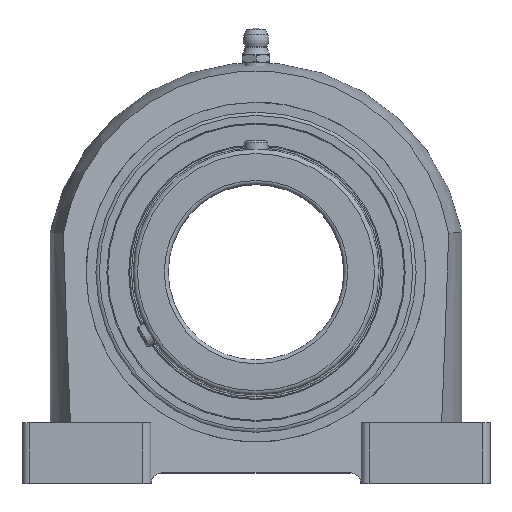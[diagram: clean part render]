
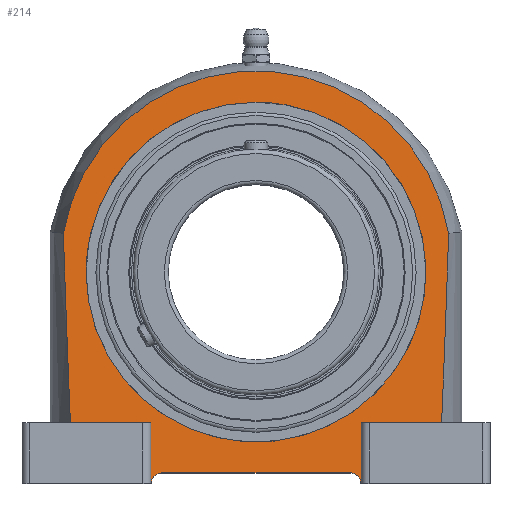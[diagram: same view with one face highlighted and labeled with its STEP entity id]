
A CAD part, top view. The second image highlights one B-rep face of the part: STEP entity #214.
In plain terms, the highlighted planar face has unit normal (0, 0.087, 0.996).
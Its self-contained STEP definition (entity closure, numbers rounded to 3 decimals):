
#214 = ADVANCED_FACE( '', ( #349, #350 ), #351, .T. );
#349 = FACE_BOUND( '', #656, .T. );
#350 = FACE_OUTER_BOUND( '', #657, .T. );
#351 = PLANE( '', #658 );
#656 = EDGE_LOOP( '', ( #1005 ) );
#657 = EDGE_LOOP( '', ( #1006, #1007, #1008, #1009, #1010, #1011, #1012, #1013, #1014, #1015, #1016, #1017 ) );
#658 = AXIS2_PLACEMENT_3D( '', #1018, #1019, #1020 );
#1005 = ORIENTED_EDGE( '', *, *, #1756, .T. );
#1006 = ORIENTED_EDGE( '', *, *, #1777, .F. );
#1007 = ORIENTED_EDGE( '', *, *, #1778, .T. );
#1008 = ORIENTED_EDGE( '', *, *, #1779, .F. );
#1009 = ORIENTED_EDGE( '', *, *, #1758, .T. );
#1010 = ORIENTED_EDGE( '', *, *, #1762, .T. );
#1011 = ORIENTED_EDGE( '', *, *, #1765, .T. );
#1012 = ORIENTED_EDGE( '', *, *, #1780, .F. );
#1013 = ORIENTED_EDGE( '', *, *, #1781, .T. );
#1014 = ORIENTED_EDGE( '', *, *, #1782, .F. );
#1015 = ORIENTED_EDGE( '', *, *, #1783, .T. );
#1016 = ORIENTED_EDGE( '', *, *, #1784, .F. );
#1017 = ORIENTED_EDGE( '', *, *, #1785, .T. );
#1018 = CARTESIAN_POINT( '', ( 60., 0., 24.449 ) );
#1019 = DIRECTION( '', ( 0., 0.087, 0.996 ) );
#1020 = DIRECTION( '', ( 0., -0.996, 0.087 ) );
#1756 = EDGE_CURVE( '', #1993, #1993, #1994, .F. );
#1758 = EDGE_CURVE( '', #1998, #1995, #1999, .F. );
#1762 = EDGE_CURVE( '', #1995, #2003, #2006, .T. );
#1765 = EDGE_CURVE( '', #2003, #2008, #2011, .F. );
#1777 = EDGE_CURVE( '', #2032, #2033, #2034, .T. );
#1778 = EDGE_CURVE( '', #2032, #2035, #2036, .T. );
#1779 = EDGE_CURVE( '', #1998, #2035, #2037, .T. );
#1780 = EDGE_CURVE( '', #2038, #2008, #2039, .T. );
#1781 = EDGE_CURVE( '', #2038, #2040, #2041, .T. );
#1782 = EDGE_CURVE( '', #2042, #2040, #2043, .T. );
#1783 = EDGE_CURVE( '', #2042, #2044, #2045, .T. );
#1784 = EDGE_CURVE( '', #2046, #2044, #2047, .F. );
#1785 = EDGE_CURVE( '', #2046, #2033, #2048, .T. );
#1993 = VERTEX_POINT( '', #2501 );
#1994 = ELLIPSE( '', #2502, 43.742, 43.576 );
#1995 = VERTEX_POINT( '', #2503 );
#1998 = VERTEX_POINT( '', #2507 );
#1999 = ELLIPSE( '', #2508, 2.72, 2.71 );
#2003 = VERTEX_POINT( '', #2513 );
#2006 = LINE( '', #2517, #2518 );
#2008 = VERTEX_POINT( '', #2521 );
#2011 = ELLIPSE( '', #2525, 2.72, 2.71 );
#2032 = VERTEX_POINT( '', #2552 );
#2033 = VERTEX_POINT( '', #2553 );
#2034 = LINE( '', #2554, #2555 );
#2035 = VERTEX_POINT( '', #2556 );
#2036 = LINE( '', #2557, #2558 );
#2037 = LINE( '', #2559, #2560 );
#2038 = VERTEX_POINT( '', #2561 );
#2039 = LINE( '', #2562, #2563 );
#2040 = VERTEX_POINT( '', #2564 );
#2041 = LINE( '', #2565, #2566 );
#2042 = VERTEX_POINT( '', #2567 );
#2043 = LINE( '', #2568, #2569 );
#2044 = VERTEX_POINT( '', #2570 );
#2045 = ELLIPSE( '', #2571, 617.286, 53.8 );
#2046 = VERTEX_POINT( '', #2572 );
#2047 = CIRCLE( '', #2573, 50.09 );
#2048 = ELLIPSE( '', #2574, 617.286, 53.8 );
#2501 = CARTESIAN_POINT( '', ( 0., 97.776, 15.894 ) );
#2502 = AXIS2_PLACEMENT_3D( '', #3383, #3384, #3385 );
#2503 = CARTESIAN_POINT( '', ( -24.17, 2.71, 24.212 ) );
#2507 = CARTESIAN_POINT( '', ( -26.88, 0., 24.449 ) );
#2508 = AXIS2_PLACEMENT_3D( '', #3387, #3388, #3389 );
#2513 = CARTESIAN_POINT( '', ( 24.17, 2.71, 24.212 ) );
#2517 = CARTESIAN_POINT( '', ( 60., 2.71, 24.212 ) );
#2518 = VECTOR( '', #3395, 1000. );
#2521 = CARTESIAN_POINT( '', ( 26.88, 0., 24.449 ) );
#2525 = AXIS2_PLACEMENT_3D( '', #3398, #3399, #3400 );
#2552 = CARTESIAN_POINT( '', ( -27., 15.61, 23.083 ) );
#2553 = CARTESIAN_POINT( '', ( -47.596, 15.61, 23.083 ) );
#2554 = CARTESIAN_POINT( '', ( 60., 15.61, 23.083 ) );
#2555 = VECTOR( '', #3422, 1000. );
#2556 = CARTESIAN_POINT( '', ( -27., 0., 24.449 ) );
#2557 = CARTESIAN_POINT( '', ( -27., 0., 24.449 ) );
#2558 = VECTOR( '', #3423, 1000. );
#2559 = CARTESIAN_POINT( '', ( 60., 0., 24.449 ) );
#2560 = VECTOR( '', #3424, 1000. );
#2561 = CARTESIAN_POINT( '', ( 27., 0., 24.449 ) );
#2562 = CARTESIAN_POINT( '', ( 60., 0., 24.449 ) );
#2563 = VECTOR( '', #3425, 1000. );
#2564 = CARTESIAN_POINT( '', ( 27., 15.61, 23.083 ) );
#2565 = CARTESIAN_POINT( '', ( 27., 0., 24.449 ) );
#2566 = VECTOR( '', #3426, 1000. );
#2567 = CARTESIAN_POINT( '', ( 47.596, 15.61, 23.083 ) );
#2568 = CARTESIAN_POINT( '', ( 60., 15.61, 23.083 ) );
#2569 = VECTOR( '', #3427, 1000. );
#2570 = CARTESIAN_POINT( '', ( 49.396, 64.19, 18.833 ) );
#2571 = AXIS2_PLACEMENT_3D( '', #3428, #3429, #3430 );
#2572 = CARTESIAN_POINT( '', ( -49.396, 64.19, 18.833 ) );
#2573 = AXIS2_PLACEMENT_3D( '', #3431, #3432, #3433 );
#2574 = AXIS2_PLACEMENT_3D( '', #3434, #3435, #3436 );
#3383 = CARTESIAN_POINT( '', ( 0., 54.2, 19.707 ) );
#3384 = DIRECTION( '', ( 0., 0.087, 0.996 ) );
#3385 = DIRECTION( '', ( 0., 0.996, -0.087 ) );
#3387 = CARTESIAN_POINT( '', ( -24.17, 0., 24.449 ) );
#3388 = DIRECTION( '', ( 0., 0.087, 0.996 ) );
#3389 = DIRECTION( '', ( 0., 0.996, -0.087 ) );
#3395 = DIRECTION( '', ( 1., 0., 0. ) );
#3398 = CARTESIAN_POINT( '', ( 24.17, 0., 24.449 ) );
#3399 = DIRECTION( '', ( 0., 0.087, 0.996 ) );
#3400 = DIRECTION( '', ( 0., 0.996, -0.087 ) );
#3422 = DIRECTION( '', ( -1., 0., 0. ) );
#3423 = DIRECTION( '', ( 0., -0.996, 0.087 ) );
#3424 = DIRECTION( '', ( -1., 0., 0. ) );
#3425 = DIRECTION( '', ( -1., 0., 0. ) );
#3426 = DIRECTION( '', ( 0., 0.996, -0.087 ) );
#3427 = DIRECTION( '', ( -1., 0., 0. ) );
#3428 = CARTESIAN_POINT( '', ( -1., 279.451, 0. ) );
#3429 = DIRECTION( '', ( 0., 0.087, 0.996 ) );
#3430 = DIRECTION( '', ( 0., -0.996, 0.087 ) );
#3431 = CARTESIAN_POINT( '', ( 0., 55.911, 19.557 ) );
#3432 = DIRECTION( '', ( 0., 0.087, 0.996 ) );
#3433 = DIRECTION( '', ( 0., -0.996, 0.087 ) );
#3434 = CARTESIAN_POINT( '', ( 1., 279.451, 0. ) );
#3435 = DIRECTION( '', ( 0., 0.087, 0.996 ) );
#3436 = DIRECTION( '', ( 0., -0.996, 0.087 ) );
